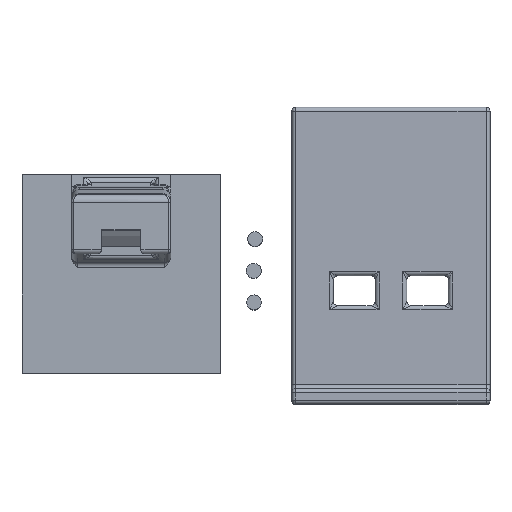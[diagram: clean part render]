
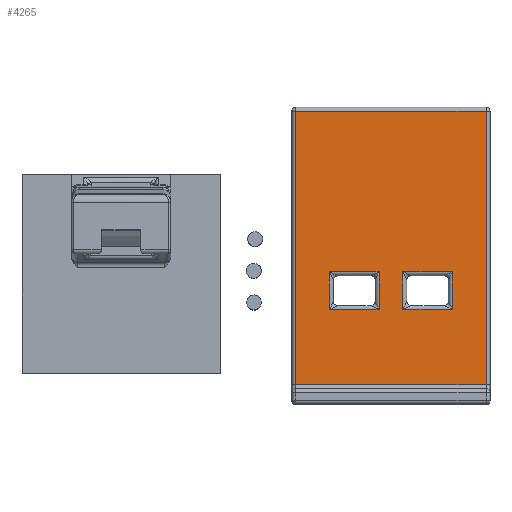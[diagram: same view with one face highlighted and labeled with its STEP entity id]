
A CAD part, top view. The second image highlights one B-rep face of the part: STEP entity #4265.
In plain terms, the highlighted planar face has unit normal (0, 0.002, 1).
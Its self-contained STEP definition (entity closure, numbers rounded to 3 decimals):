
#62=FACE_BOUND('',#1385,.T.);
#63=FACE_BOUND('',#1386,.T.);
#114=PLANE('',#4789);
#282=LINE('',#8781,#517);
#288=LINE('',#8863,#523);
#298=LINE('',#9028,#533);
#299=LINE('',#9030,#534);
#310=LINE('',#9215,#545);
#312=LINE('',#9221,#547);
#317=LINE('',#9312,#552);
#321=LINE('',#9455,#556);
#328=LINE('',#9482,#563);
#330=LINE('',#9489,#565);
#335=LINE('',#9515,#570);
#336=LINE('',#9516,#571);
#517=VECTOR('',#5769,10.);
#523=VECTOR('',#5795,10.);
#533=VECTOR('',#5843,10.);
#534=VECTOR('',#5846,10.);
#545=VECTOR('',#5893,10.);
#547=VECTOR('',#5899,10.);
#552=VECTOR('',#5922,10.);
#556=VECTOR('',#5936,10.);
#563=VECTOR('',#5965,10.);
#565=VECTOR('',#5973,10.);
#570=VECTOR('',#6006,10.);
#571=VECTOR('',#6007,10.);
#1074=FACE_OUTER_BOUND('',#1384,.T.);
#1384=EDGE_LOOP('',(#3790,#3791,#3792,#3793));
#1385=EDGE_LOOP('',(#3794,#3795,#3796,#3797));
#1386=EDGE_LOOP('',(#3798,#3799,#3800,#3801));
#2009=VERTEX_POINT('',#8773);
#2011=VERTEX_POINT('',#8779);
#2017=VERTEX_POINT('',#8861);
#2027=VERTEX_POINT('',#8984);
#2034=VERTEX_POINT('',#9109);
#2041=VERTEX_POINT('',#9171);
#2044=VERTEX_POINT('',#9219);
#2051=VERTEX_POINT('',#9301);
#2056=VERTEX_POINT('',#9461);
#2062=VERTEX_POINT('',#9481);
#2064=VERTEX_POINT('',#9487);
#2071=VERTEX_POINT('',#9514);
#2545=EDGE_CURVE('',#2011,#2009,#282,.T.);
#2557=EDGE_CURVE('',#2017,#2011,#288,.T.);
#2579=EDGE_CURVE('',#2027,#2017,#298,.T.);
#2580=EDGE_CURVE('',#2009,#2027,#299,.T.);
#2604=EDGE_CURVE('',#2041,#2034,#310,.T.);
#2607=EDGE_CURVE('',#2044,#2041,#312,.T.);
#2619=EDGE_CURVE('',#2051,#2044,#317,.T.);
#2627=EDGE_CURVE('',#2034,#2051,#321,.T.);
#2640=EDGE_CURVE('',#2056,#2062,#328,.T.);
#2644=EDGE_CURVE('',#2064,#2056,#330,.T.);
#2656=EDGE_CURVE('',#2071,#2064,#335,.T.);
#2657=EDGE_CURVE('',#2062,#2071,#336,.T.);
#3790=ORIENTED_EDGE('',*,*,#2644,.F.);
#3791=ORIENTED_EDGE('',*,*,#2656,.F.);
#3792=ORIENTED_EDGE('',*,*,#2657,.F.);
#3793=ORIENTED_EDGE('',*,*,#2640,.F.);
#3794=ORIENTED_EDGE('',*,*,#2580,.F.);
#3795=ORIENTED_EDGE('',*,*,#2545,.F.);
#3796=ORIENTED_EDGE('',*,*,#2557,.F.);
#3797=ORIENTED_EDGE('',*,*,#2579,.F.);
#3798=ORIENTED_EDGE('',*,*,#2627,.F.);
#3799=ORIENTED_EDGE('',*,*,#2604,.F.);
#3800=ORIENTED_EDGE('',*,*,#2607,.F.);
#3801=ORIENTED_EDGE('',*,*,#2619,.F.);
#4265=ADVANCED_FACE('',(#1074,#62,#63),#114,.T.);
#4789=AXIS2_PLACEMENT_3D('',#9513,#6004,#6005);
#5769=DIRECTION('',(1.,0.,0.));
#5795=DIRECTION('',(0.,-1.,0.002));
#5843=DIRECTION('',(-1.,0.,0.));
#5846=DIRECTION('',(0.,1.,-0.002));
#5893=DIRECTION('',(1.,0.,0.));
#5899=DIRECTION('',(0.,-1.,0.002));
#5922=DIRECTION('',(-1.,0.,0.));
#5936=DIRECTION('',(0.,1.,-0.002));
#5965=DIRECTION('',(1.,0.,0.));
#5973=DIRECTION('',(0.,1.,-0.002));
#6004=DIRECTION('center_axis',(0.,0.002,1.));
#6005=DIRECTION('ref_axis',(1.,0.,0.));
#6006=DIRECTION('',(-1.,0.,0.));
#6007=DIRECTION('',(0.,-1.,0.002));
#8773=CARTESIAN_POINT('',(180.161,32.109,12.07));
#8779=CARTESIAN_POINT('',(155.161,32.109,12.07));
#8781=CARTESIAN_POINT('',(157.161,32.109,12.07));
#8861=CARTESIAN_POINT('',(155.161,51.109,12.037));
#8863=CARTESIAN_POINT('',(155.161,16.609,12.097));
#8984=CARTESIAN_POINT('',(180.161,51.109,12.037));
#9028=CARTESIAN_POINT('',(136.161,51.109,12.037));
#9030=CARTESIAN_POINT('',(180.161,16.609,12.097));
#9109=CARTESIAN_POINT('',(217.16,32.109,12.07));
#9171=CARTESIAN_POINT('',(192.161,32.109,12.07));
#9215=CARTESIAN_POINT('',(186.161,32.109,12.07));
#9219=CARTESIAN_POINT('',(192.161,51.109,12.037));
#9221=CARTESIAN_POINT('',(192.161,9.109,12.11));
#9301=CARTESIAN_POINT('',(217.16,51.109,12.037));
#9312=CARTESIAN_POINT('',(165.161,51.109,12.037));
#9455=CARTESIAN_POINT('',(217.16,16.609,12.097));
#9461=CARTESIAN_POINT('',(138.161,132.109,11.895));
#9481=CARTESIAN_POINT('',(234.161,132.109,11.895));
#9482=CARTESIAN_POINT('',(161.161,132.109,11.895));
#9487=CARTESIAN_POINT('',(138.161,-5.891,12.136));
#9489=CARTESIAN_POINT('',(138.161,-15.891,12.154));
#9513=CARTESIAN_POINT('Origin',(136.161,-15.891,12.154));
#9514=CARTESIAN_POINT('',(234.161,-5.891,12.136));
#9515=CARTESIAN_POINT('',(161.161,-5.891,12.136));
#9516=CARTESIAN_POINT('',(234.161,-15.891,12.154));
